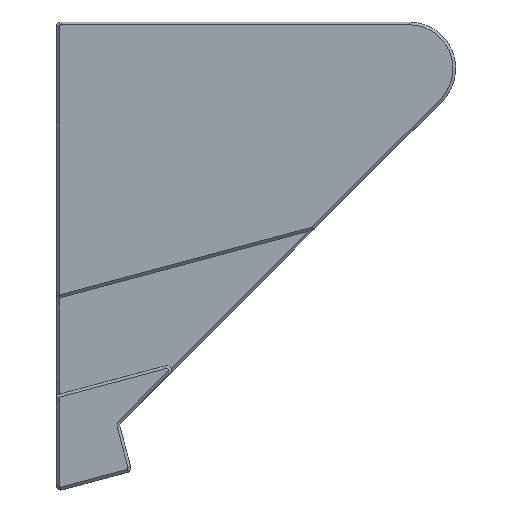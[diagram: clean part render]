
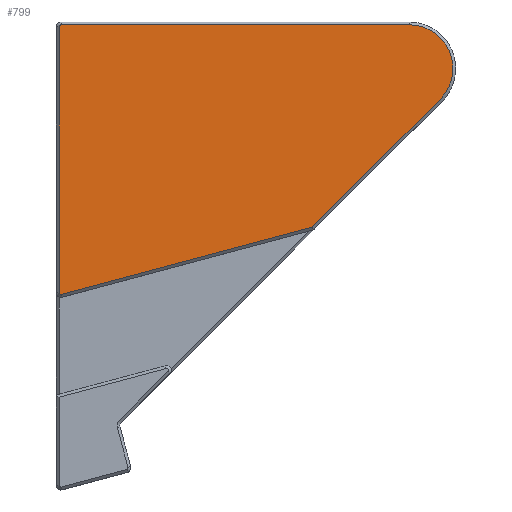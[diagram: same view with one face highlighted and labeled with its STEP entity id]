
A CAD part, top view. The second image highlights one B-rep face of the part: STEP entity #799.
In plain terms, the highlighted planar face has unit normal (0, 0, 1).
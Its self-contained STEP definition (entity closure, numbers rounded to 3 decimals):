
#53=CIRCLE('',#870,0.2);
#55=CIRCLE('',#874,0.2);
#57=CIRCLE('',#878,4.7);
#59=CIRCLE('',#882,0.2);
#98=FACE_OUTER_BOUND('',#148,.T.);
#148=EDGE_LOOP('',(#646,#647,#648,#649,#650,#651,#652,#653));
#212=LINE('',#1278,#293);
#216=LINE('',#1290,#297);
#220=LINE('',#1302,#301);
#224=LINE('',#1314,#305);
#293=VECTOR('',#1027,10.);
#297=VECTOR('',#1039,10.);
#301=VECTOR('',#1051,10.);
#305=VECTOR('',#1063,10.);
#372=VERTEX_POINT('',#1275);
#373=VERTEX_POINT('',#1277);
#375=VERTEX_POINT('',#1283);
#377=VERTEX_POINT('',#1288);
#379=VERTEX_POINT('',#1295);
#381=VERTEX_POINT('',#1300);
#383=VERTEX_POINT('',#1307);
#385=VERTEX_POINT('',#1312);
#457=EDGE_CURVE('',#372,#373,#212,.T.);
#461=EDGE_CURVE('',#375,#372,#53,.T.);
#463=EDGE_CURVE('',#377,#375,#216,.T.);
#467=EDGE_CURVE('',#379,#377,#55,.T.);
#469=EDGE_CURVE('',#381,#379,#220,.T.);
#473=EDGE_CURVE('',#383,#381,#57,.T.);
#475=EDGE_CURVE('',#385,#383,#224,.T.);
#478=EDGE_CURVE('',#373,#385,#59,.T.);
#646=ORIENTED_EDGE('',*,*,#457,.F.);
#647=ORIENTED_EDGE('',*,*,#461,.F.);
#648=ORIENTED_EDGE('',*,*,#463,.F.);
#649=ORIENTED_EDGE('',*,*,#467,.F.);
#650=ORIENTED_EDGE('',*,*,#469,.F.);
#651=ORIENTED_EDGE('',*,*,#473,.F.);
#652=ORIENTED_EDGE('',*,*,#475,.F.);
#653=ORIENTED_EDGE('',*,*,#478,.F.);
#760=PLANE('',#886);
#799=ADVANCED_FACE('',(#98),#760,.F.);
#870=AXIS2_PLACEMENT_3D('',#1285,#1034,#1035);
#874=AXIS2_PLACEMENT_3D('',#1297,#1046,#1047);
#878=AXIS2_PLACEMENT_3D('',#1309,#1058,#1059);
#882=AXIS2_PLACEMENT_3D('',#1318,#1069,#1070);
#886=AXIS2_PLACEMENT_3D('',#1325,#1080,#1081);
#1027=DIRECTION('',(0.,1.,0.));
#1034=DIRECTION('center_axis',(0.,0.,-1.));
#1035=DIRECTION('ref_axis',(-0.609,-0.793,0.));
#1039=DIRECTION('',(-0.966,-0.259,0.));
#1046=DIRECTION('center_axis',(0.,0.,-1.));
#1047=DIRECTION('ref_axis',(0.5,-0.866,0.));
#1051=DIRECTION('',(-0.707,-0.707,0.));
#1058=DIRECTION('center_axis',(0.,0.,-1.));
#1059=DIRECTION('ref_axis',(0.924,0.383,0.));
#1063=DIRECTION('',(1.,0.,0.));
#1069=DIRECTION('center_axis',(0.,0.,-1.));
#1070=DIRECTION('ref_axis',(-0.707,0.707,0.));
#1080=DIRECTION('center_axis',(0.,0.,-1.));
#1081=DIRECTION('ref_axis',(1.,0.,0.));
#1275=CARTESIAN_POINT('',(-49.7,29.851,12.));
#1277=CARTESIAN_POINT('',(-49.7,58.442,12.));
#1278=CARTESIAN_POINT('',(-49.7,21.442,12.));
#1283=CARTESIAN_POINT('',(-49.448,29.658,12.));
#1285=CARTESIAN_POINT('Origin',(-49.5,29.851,12.));
#1288=CARTESIAN_POINT('',(-22.534,36.87,12.));
#1290=CARTESIAN_POINT('',(-37.822,32.773,12.));
#1295=CARTESIAN_POINT('',(-22.444,36.922,12.));
#1297=CARTESIAN_POINT('Origin',(-22.586,37.063,12.));
#1300=CARTESIAN_POINT('',(-8.748,50.618,12.));
#1302=CARTESIAN_POINT('',(-12.712,46.654,12.));
#1307=CARTESIAN_POINT('',(-12.071,58.642,12.));
#1309=CARTESIAN_POINT('Origin',(-12.071,53.942,12.));
#1312=CARTESIAN_POINT('',(-49.5,58.642,12.));
#1314=CARTESIAN_POINT('',(-37.5,58.642,12.));
#1318=CARTESIAN_POINT('Origin',(-49.5,58.442,12.));
#1325=CARTESIAN_POINT('Origin',(-25.,33.942,12.));
